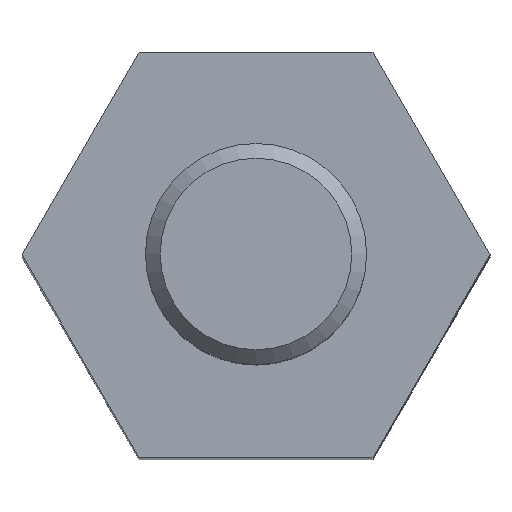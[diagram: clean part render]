
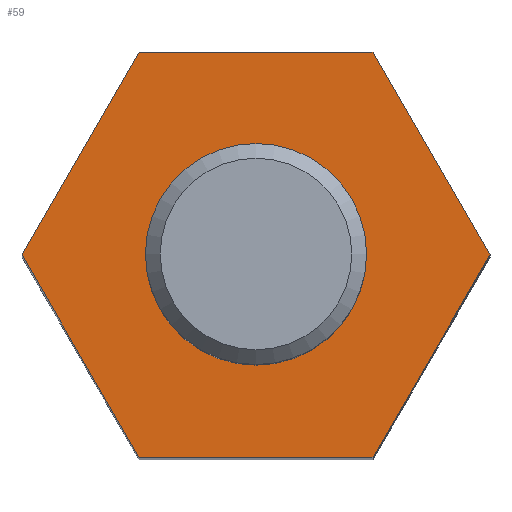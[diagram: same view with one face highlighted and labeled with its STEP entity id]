
A CAD part, top view. The second image highlights one B-rep face of the part: STEP entity #59.
In plain terms, the highlighted planar face has unit normal (0, 0, 1).
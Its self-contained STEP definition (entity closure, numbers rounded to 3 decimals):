
#59 = ADVANCED_FACE( '', ( #135, #136 ), #137, .T. );
#135 = FACE_BOUND( '', #229, .T. );
#136 = FACE_OUTER_BOUND( '', #230, .T. );
#137 = PLANE( '', #231 );
#229 = EDGE_LOOP( '', ( #331 ) );
#230 = EDGE_LOOP( '', ( #332, #333, #334, #335, #336, #337 ) );
#231 = AXIS2_PLACEMENT_3D( '', #338, #339, #340 );
#331 = ORIENTED_EDGE( '', *, *, #499, .T. );
#332 = ORIENTED_EDGE( '', *, *, #500, .T. );
#333 = ORIENTED_EDGE( '', *, *, #495, .T. );
#334 = ORIENTED_EDGE( '', *, *, #501, .T. );
#335 = ORIENTED_EDGE( '', *, *, #502, .T. );
#336 = ORIENTED_EDGE( '', *, *, #503, .T. );
#337 = ORIENTED_EDGE( '', *, *, #504, .T. );
#338 = CARTESIAN_POINT( '', ( 0., 0., 19. ) );
#339 = DIRECTION( '', ( 0., 0., 1. ) );
#340 = DIRECTION( '', ( 1., 0., 0. ) );
#495 = EDGE_CURVE( '', #571, #569, #572, .T. );
#499 = EDGE_CURVE( '', #577, #577, #578, .F. );
#500 = EDGE_CURVE( '', #579, #571, #580, .T. );
#501 = EDGE_CURVE( '', #569, #581, #582, .T. );
#502 = EDGE_CURVE( '', #581, #583, #584, .T. );
#503 = EDGE_CURVE( '', #583, #585, #586, .T. );
#504 = EDGE_CURVE( '', #585, #579, #587, .T. );
#569 = VERTEX_POINT( '', #671 );
#571 = VERTEX_POINT( '', #674 );
#572 = LINE( '', #675, #676 );
#577 = VERTEX_POINT( '', #687 );
#578 = CIRCLE( '', #688, 1.267 );
#579 = VERTEX_POINT( '', #689 );
#580 = LINE( '', #690, #691 );
#581 = VERTEX_POINT( '', #692 );
#582 = LINE( '', #693, #694 );
#583 = VERTEX_POINT( '', #695 );
#584 = LINE( '', #696, #697 );
#585 = VERTEX_POINT( '', #698 );
#586 = LINE( '', #699, #700 );
#587 = LINE( '', #701, #702 );
#671 = CARTESIAN_POINT( '', ( -3.175, 0., 19. ) );
#674 = CARTESIAN_POINT( '', ( -1.588, 2.75, 19. ) );
#675 = CARTESIAN_POINT( '', ( -1.588, 2.75, 19. ) );
#676 = VECTOR( '', #847, 1000. );
#687 = CARTESIAN_POINT( '', ( 1.267, 0., 19. ) );
#688 = AXIS2_PLACEMENT_3D( '', #849, #850, #851 );
#689 = CARTESIAN_POINT( '', ( 1.588, 2.75, 19. ) );
#690 = CARTESIAN_POINT( '', ( 1.588, 2.75, 19. ) );
#691 = VECTOR( '', #852, 1000. );
#692 = CARTESIAN_POINT( '', ( -1.588, -2.75, 19. ) );
#693 = CARTESIAN_POINT( '', ( -3.175, 0., 19. ) );
#694 = VECTOR( '', #853, 1000. );
#695 = CARTESIAN_POINT( '', ( 1.588, -2.75, 19. ) );
#696 = CARTESIAN_POINT( '', ( -1.588, -2.75, 19. ) );
#697 = VECTOR( '', #854, 1000. );
#698 = CARTESIAN_POINT( '', ( 3.175, 0., 19. ) );
#699 = CARTESIAN_POINT( '', ( 1.588, -2.75, 19. ) );
#700 = VECTOR( '', #855, 1000. );
#701 = CARTESIAN_POINT( '', ( 3.175, 0., 19. ) );
#702 = VECTOR( '', #856, 1000. );
#847 = DIRECTION( '', ( -0.5, -0.866, 0. ) );
#849 = CARTESIAN_POINT( '', ( 0., 0., 19. ) );
#850 = DIRECTION( '', ( 0., 0., 1. ) );
#851 = DIRECTION( '', ( 1., 0., 0. ) );
#852 = DIRECTION( '', ( -1., 0., 0. ) );
#853 = DIRECTION( '', ( 0.5, -0.866, 0. ) );
#854 = DIRECTION( '', ( 1., 0., 0. ) );
#855 = DIRECTION( '', ( 0.5, 0.866, 0. ) );
#856 = DIRECTION( '', ( -0.5, 0.866, 0. ) );
